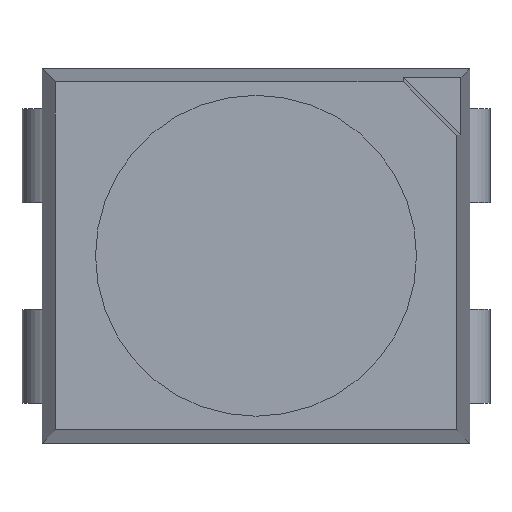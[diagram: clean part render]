
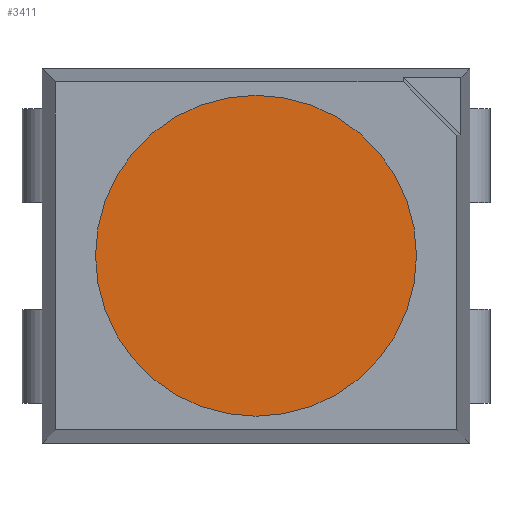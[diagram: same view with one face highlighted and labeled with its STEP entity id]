
A CAD part, top view. The second image highlights one B-rep face of the part: STEP entity #3411.
In plain terms, the highlighted planar face has unit normal (0, 0, 1).
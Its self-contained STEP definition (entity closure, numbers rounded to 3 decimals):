
#135=CIRCLE('',#3635,1.2);
#875=ORIENTED_EDGE('',*,*,#1247,.F.);
#1247=EDGE_CURVE('',#1497,#1497,#135,.T.);
#1497=VERTEX_POINT('',#5316);
#2273=EDGE_LOOP('',(#875));
#2443=FACE_BOUND('',#2273,.T.);
#2557=PLANE('',#3634);
#3411=ADVANCED_FACE('',(#2443),#2557,.F.);
#3634=AXIS2_PLACEMENT_3D('',#5314,#4352,#4353);
#3635=AXIS2_PLACEMENT_3D('',#5315,#4354,#4355);
#4352=DIRECTION('',(0.,0.,-1.));
#4353=DIRECTION('',(-1.,0.,0.));
#4354=DIRECTION('',(0.,0.,-1.));
#4355=DIRECTION('',(-1.,0.,0.));
#5314=CARTESIAN_POINT('',(0.,0.,1.85));
#5315=CARTESIAN_POINT('',(0.,0.,1.85));
#5316=CARTESIAN_POINT('',(-1.2,0.,1.85));
